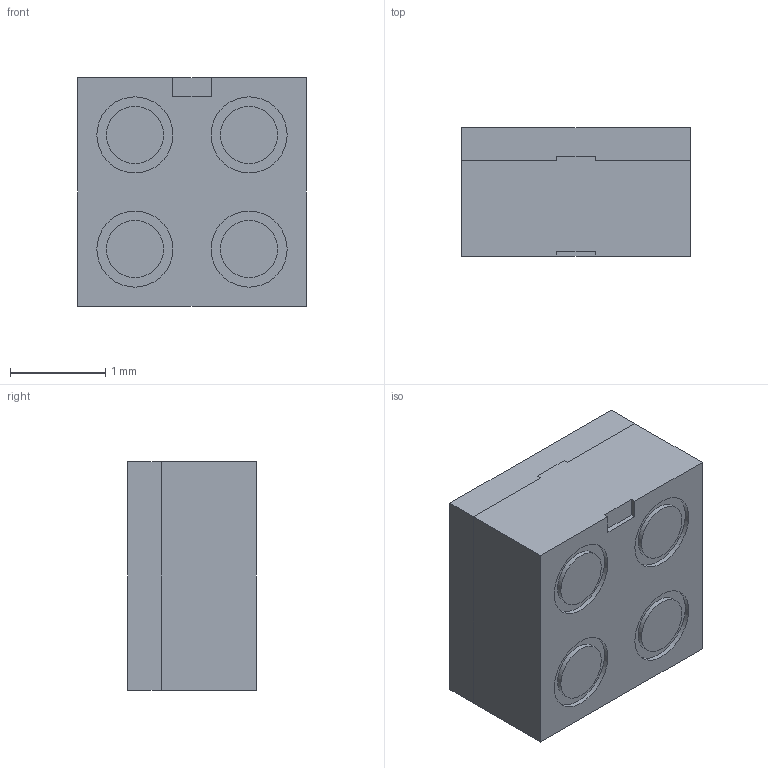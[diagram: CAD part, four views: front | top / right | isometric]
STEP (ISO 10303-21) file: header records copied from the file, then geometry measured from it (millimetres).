
FILE_DESCRIPTION(/* description */ (''),/* implementation_level */ '2;1');
FILE_NAME(/* name */ 's13360-2050ve.stp',/* time_stamp */ '2018-12-23T14:07:04+01:00',/* author */ ('sawaiz'),/* organization */ (''),/* preprocessor_version */ 'ST-DEVELOPER v17',/* originating_system */ 'Autodesk Inventor 2019',/* authorisation */ '');
FILE_SCHEMA (('AUTOMOTIVE_DESIGN { 1 0 10303 214 3 1 1 }'));
Length unit declared in the file: millimetre
Products named in the file (1): 13360-30xxVE
Bounding box: 2.4 x 1.35 x 2.4 mm (x, y, z)
Volume: 7.7 mm3; surface area: 51.3 mm2
Topology: 7 solids, 7 shells, 56 faces, 123 edges, 85 vertices
Faces by surface type: plane 46, cylinder 9, cone 1
Full cylindrical faces by diameter (mm): 0.254 x1, 0.6 x4, 0.8 x4
Entity records: 1629 total; most frequent: DIRECTION 264, CARTESIAN_POINT 264, ORIENTED_EDGE 244, EDGE_CURVE 122, LINE 94, VECTOR 94, VERTEX_POINT 85, AXIS2_PLACEMENT_3D 85
